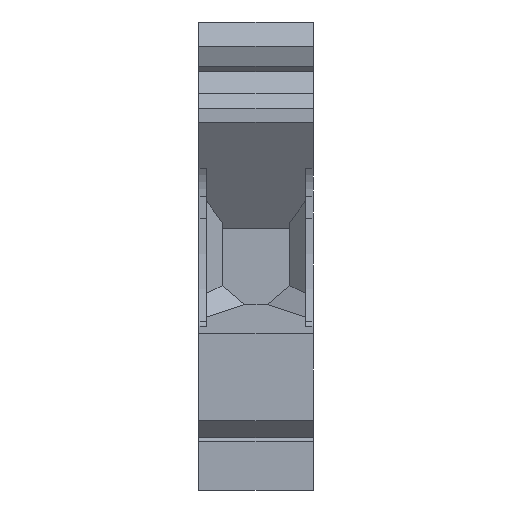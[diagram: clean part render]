
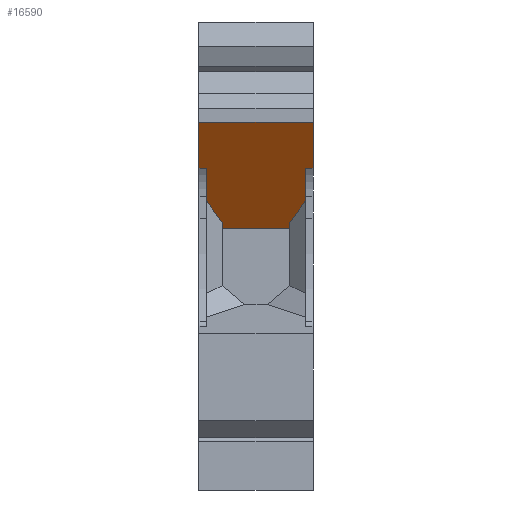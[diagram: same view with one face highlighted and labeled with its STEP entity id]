
A CAD part, front view. The second image highlights one B-rep face of the part: STEP entity #16590.
In plain terms, the highlighted face is planar.
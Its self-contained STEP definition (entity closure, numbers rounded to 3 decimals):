
#1800=CARTESIAN_POINT('',(-22.829,31.099,
6.5));
#1810=VERTEX_POINT('',#1800);
#1840=CARTESIAN_POINT('',(-6.59,9.123,
6.5));
#1850=DIRECTION('',(-0.594,0.804,0.));
#1860=VECTOR('',#1850,1.);
#1870=LINE('',#1840,#1860);
#1880=CARTESIAN_POINT('',(-26.45,36.,
6.5));
#1890=VERTEX_POINT('',#1880);
#1900=EDGE_CURVE('',#1810,#1890,#1870,.T.);
#11210=CARTESIAN_POINT('',(-26.45,36.,
-5.65));
#11220=VERTEX_POINT('',#11210);
#11250=CARTESIAN_POINT('',(0.152,0.,
-5.65));
#11260=DIRECTION('',(-0.594,0.804,0.));
#11270=VECTOR('',#11260,1.);
#11280=LINE('',#11250,#11270);
#11290=CARTESIAN_POINT('',(-22.829,31.099,
-5.65));
#11300=VERTEX_POINT('',#11290);
#11310=EDGE_CURVE('',#11300,#11220,#11280,.T.);
#13270=CARTESIAN_POINT('',(-18.1,24.7,
-3.175));
#13280=VERTEX_POINT('',#13270);
#13330=CARTESIAN_POINT('',(-18.1,24.7,
0.425));
#13340=DIRECTION('',(0.,0.,-1.));
#13350=VECTOR('',#13340,1.);
#13360=LINE('',#13330,#13350);
#13370=CARTESIAN_POINT('',(-18.1,24.7,
4.025));
#13380=VERTEX_POINT('',#13370);
#13390=EDGE_CURVE('',#13380,#13280,#13360,.T.);
#15360=CARTESIAN_POINT('',(-20.275,27.643,
-4.85));
#15370=VERTEX_POINT('',#15360);
#15400=CARTESIAN_POINT('',(-2.829,4.033,
12.596));
#15410=DIRECTION('',(0.511,-0.691,
0.511));
#15420=VECTOR('',#15410,1.);
#15430=LINE('',#15400,#15420);
#15440=CARTESIAN_POINT('',(-18.6,25.377,
-3.175));
#15450=VERTEX_POINT('',#15440);
#15460=EDGE_CURVE('',#15370,#15450,#15430,.T.);
#15790=CARTESIAN_POINT('',(-16.94,23.131,
4.025));
#15800=DIRECTION('',(-0.594,0.804,
0.));
#15810=VECTOR('',#15800,1.);
#15820=LINE('',#15790,#15810);
#15830=CARTESIAN_POINT('',(-18.6,25.377,
4.025));
#15840=VERTEX_POINT('',#15830);
#15850=EDGE_CURVE('',#13380,#15840,#15820,.T.);
#16030=CARTESIAN_POINT('',(-22.829,31.099,
6.5));
#16040=DIRECTION('',(0.804,0.594,0.));
#16050=DIRECTION('',(0.594,-0.804,0.));
#16060=AXIS2_PLACEMENT_3D('',#16030,#16040,#16050);
#16070=PLANE('',#16060);
#16080=ORIENTED_EDGE('',*,*,#1900,.T.);
#16090=CARTESIAN_POINT('',(-22.829,31.099,
6.5));
#16100=DIRECTION('',(0.,0.,-1.));
#16110=VECTOR('',#16100,1.);
#16120=LINE('',#16090,#16110);
#16130=CARTESIAN_POINT('',(-22.829,31.099,
5.7));
#16140=VERTEX_POINT('',#16130);
#16150=EDGE_CURVE('',#1810,#16140,#16120,.T.);
#16160=ORIENTED_EDGE('',*,*,#16150,.F.);
#16170=CARTESIAN_POINT('',(-18.139,24.753,
5.7));
#16180=DIRECTION('',(0.594,-0.804,
0.));
#16190=VECTOR('',#16180,1.);
#16200=LINE('',#16170,#16190);
#16210=CARTESIAN_POINT('',(-20.275,27.643,
5.7));
#16220=VERTEX_POINT('',#16210);
#16230=EDGE_CURVE('',#16140,#16220,#16200,.T.);
#16240=ORIENTED_EDGE('',*,*,#16230,.F.);
#16250=CARTESIAN_POINT('',(-2.829,4.033,
-11.746));
#16260=DIRECTION('',(0.511,-0.691,
-0.511));
#16270=VECTOR('',#16260,1.);
#16280=LINE('',#16250,#16270);
#16290=EDGE_CURVE('',#16220,#15840,#16280,.T.);
#16300=ORIENTED_EDGE('',*,*,#16290,.F.);
#16310=ORIENTED_EDGE('',*,*,#15850,.T.);
#16320=ORIENTED_EDGE('',*,*,#13390,.F.);
#16330=CARTESIAN_POINT('',(-2.829,4.033,
-3.175));
#16340=DIRECTION('',(-0.594,0.804,
0.));
#16350=VECTOR('',#16340,1.);
#16360=LINE('',#16330,#16350);
#16370=EDGE_CURVE('',#13280,#15450,#16360,.T.);
#16380=ORIENTED_EDGE('',*,*,#16370,.F.);
#16390=ORIENTED_EDGE('',*,*,#15460,.T.);
#16400=CARTESIAN_POINT('',(-18.139,24.753,
-4.85));
#16410=DIRECTION('',(0.594,-0.804,
0.));
#16420=VECTOR('',#16410,1.);
#16430=LINE('',#16400,#16420);
#16440=CARTESIAN_POINT('',(-22.829,31.099,
-4.85));
#16450=VERTEX_POINT('',#16440);
#16460=EDGE_CURVE('',#16450,#15370,#16430,.T.);
#16470=ORIENTED_EDGE('',*,*,#16460,.T.);
#16480=EDGE_CURVE('',#16450,#11300,#16120,.T.);
#16490=ORIENTED_EDGE('',*,*,#16480,.F.);
#16500=ORIENTED_EDGE('',*,*,#11310,.F.);
#16510=CARTESIAN_POINT('',(-26.45,36.,
3.85));
#16520=DIRECTION('',(0.,0.,1.));
#16530=VECTOR('',#16520,1.);
#16540=LINE('',#16510,#16530);
#16550=EDGE_CURVE('',#11220,#1890,#16540,.T.);
#16560=ORIENTED_EDGE('',*,*,#16550,.F.);
#16570=EDGE_LOOP('',(#16560,#16500,#16490,#16470,#16390,#16380,#16320,
#16310,#16300,#16240,#16160,#16080));
#16580=FACE_OUTER_BOUND('',#16570,.T.);
#16590=ADVANCED_FACE('',(#16580),#16070,.F.);
